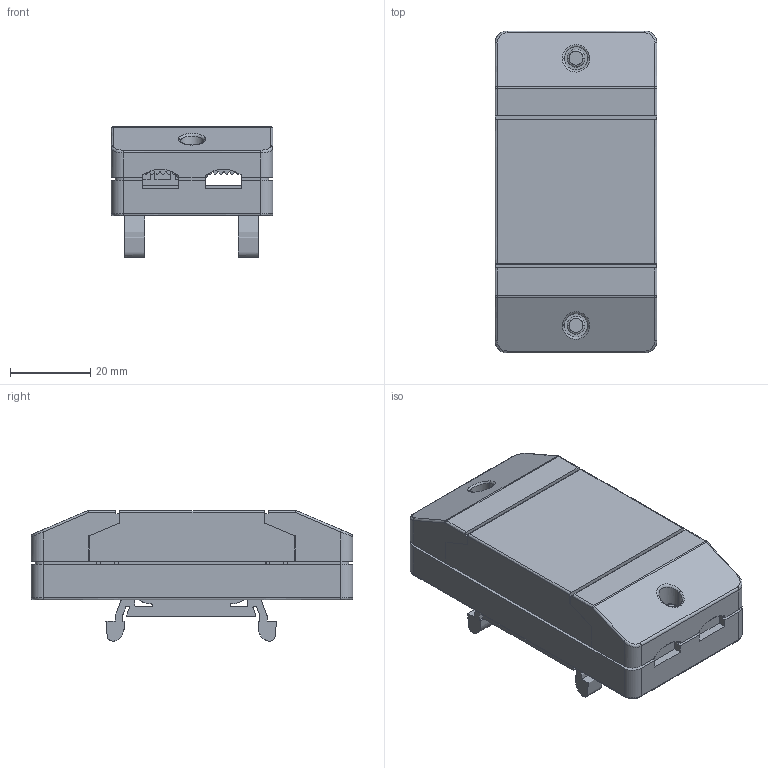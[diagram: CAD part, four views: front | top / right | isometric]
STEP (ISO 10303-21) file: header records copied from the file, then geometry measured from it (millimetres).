
FILE_DESCRIPTION(/* description */ (''),/* implementation_level */ '2;1');
FILE_NAME(/* name */ 'PFSC',/* time_stamp */ '2022-03-02T12:01:37+01:00',/* author */ (''),/* organization */ (''),/* preprocessor_version */ 'ST-DEVELOPER v16.5',/* originating_system */ 'Rhino 7.15',/* authorisation */ '');
FILE_SCHEMA (('AUTOMOTIVE_DESIGN'));
Length unit declared in the file: millimetre
Products named in the file (1): Document
Bounding box: 40.2 x 79.98 x 32.42 mm (x, y, z)
Volume: 9901.5 mm3; surface area: 28811.4 mm2
Topology: 8 solids, 11 shells, 752 faces, 2069 edges, 1343 vertices
Faces by surface type: plane 456, cylinder 150, bspline 146
Entity records: 34548 total; most frequent: CARTESIAN_POINT 21262, ORIENTED_EDGE 3964, EDGE_CURVE 2064, B_SPLINE_CURVE_WITH_KNOTS 1537, VERTEX_POINT 1341, EDGE_LOOP 807, ADVANCED_FACE 752, FACE_OUTER_BOUND 752
